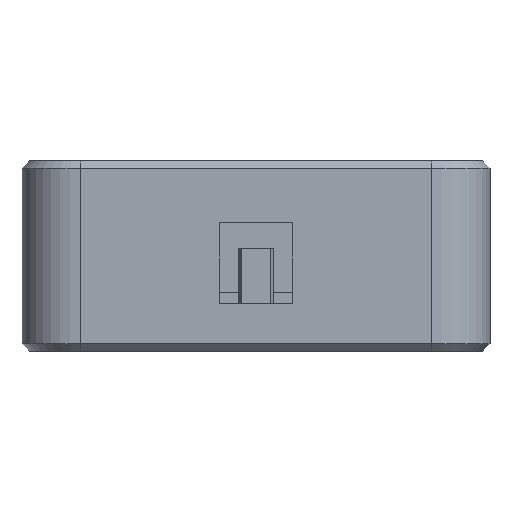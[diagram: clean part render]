
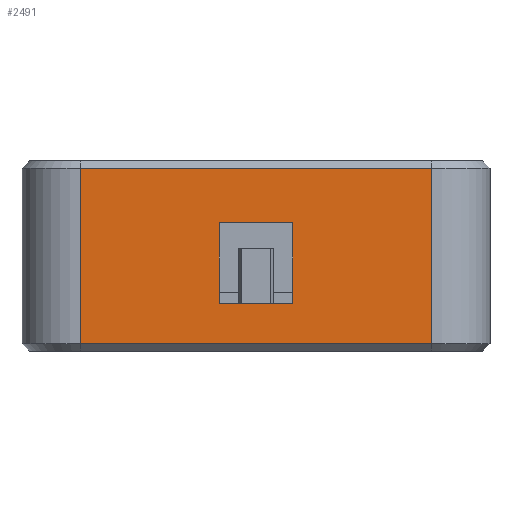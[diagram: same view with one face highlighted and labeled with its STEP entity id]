
A CAD part, left-side view. The second image highlights one B-rep face of the part: STEP entity #2491.
In plain terms, the highlighted planar face has unit normal (-1, 0, 0).
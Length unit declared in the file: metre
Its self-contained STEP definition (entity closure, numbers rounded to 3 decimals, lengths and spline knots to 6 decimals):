
#377=ORIENTED_EDGE('',*,*,#1001,.T.);
#378=ORIENTED_EDGE('',*,*,#1002,.T.);
#379=ORIENTED_EDGE('',*,*,#1003,.T.);
#380=ORIENTED_EDGE('',*,*,#1004,.T.);
#381=ORIENTED_EDGE('',*,*,#967,.F.);
#382=ORIENTED_EDGE('',*,*,#1005,.T.);
#383=ORIENTED_EDGE('',*,*,#998,.T.);
#384=ORIENTED_EDGE('',*,*,#1006,.T.);
#967=EDGE_CURVE('',#1275,#1276,#1517,.T.);
#998=EDGE_CURVE('',#1301,#1302,#1543,.T.);
#1001=EDGE_CURVE('',#1303,#1304,#1544,.T.);
#1002=EDGE_CURVE('',#1304,#1305,#1545,.T.);
#1003=EDGE_CURVE('',#1305,#1306,#1546,.T.);
#1004=EDGE_CURVE('',#1306,#1303,#1547,.T.);
#1005=EDGE_CURVE('',#1275,#1301,#1548,.T.);
#1006=EDGE_CURVE('',#1302,#1276,#1549,.T.);
#1275=VERTEX_POINT('',#3832);
#1276=VERTEX_POINT('',#3834);
#1301=VERTEX_POINT('',#3895);
#1302=VERTEX_POINT('',#3896);
#1303=VERTEX_POINT('',#3901);
#1304=VERTEX_POINT('',#3902);
#1305=VERTEX_POINT('',#3904);
#1306=VERTEX_POINT('',#3906);
#1517=LINE('',#3833,#1811);
#1543=LINE('',#3894,#1837);
#1544=LINE('',#3900,#1838);
#1545=LINE('',#3903,#1839);
#1546=LINE('',#3905,#1840);
#1547=LINE('',#3907,#1841);
#1548=LINE('',#3908,#1842);
#1549=LINE('',#3909,#1843);
#1811=VECTOR('',#3088,1.);
#1837=VECTOR('',#3134,1.);
#1838=VECTOR('',#3141,1.);
#1839=VECTOR('',#3142,1.);
#1840=VECTOR('',#3143,1.);
#1841=VECTOR('',#3144,1.);
#1842=VECTOR('',#3145,1.);
#1843=VECTOR('',#3146,1.);
#2035=EDGE_LOOP('',(#377,#378,#379,#380));
#2036=EDGE_LOOP('',(#381,#382,#383,#384));
#2210=FACE_BOUND('',#2035,.T.);
#2211=FACE_BOUND('',#2036,.T.);
#2367=PLANE('',#2682);
#2491=ADVANCED_FACE('',(#2210,#2211),#2367,.F.);
#2682=AXIS2_PLACEMENT_3D('',#3899,#3139,#3140);
#3088=DIRECTION('',(0.,0.,1.));
#3134=DIRECTION('',(0.,0.,1.));
#3139=DIRECTION('',(1.,0.,0.));
#3140=DIRECTION('',(0.,0.,-1.));
#3141=DIRECTION('',(0.,-1.,0.));
#3142=DIRECTION('',(0.,0.,-1.));
#3143=DIRECTION('',(0.,1.,0.));
#3144=DIRECTION('',(0.,0.,1.));
#3145=DIRECTION('',(0.,-1.,0.));
#3146=DIRECTION('',(0.,1.,0.));
#3832=CARTESIAN_POINT('',(-0.126947,0.048482,0.000797));
#3833=CARTESIAN_POINT('',(-0.126947,0.048482,0.000297));
#3834=CARTESIAN_POINT('',(-0.126947,0.048482,0.012797));
#3894=CARTESIAN_POINT('',(-0.126947,0.024482,0.000297));
#3895=CARTESIAN_POINT('',(-0.126947,0.024482,0.000797));
#3896=CARTESIAN_POINT('',(-0.126947,0.024482,0.012797));
#3899=CARTESIAN_POINT('',(-0.126947,0.027357,0.000297));
#3900=CARTESIAN_POINT('',(-0.126947,0.027357,0.009066));
#3901=CARTESIAN_POINT('',(-0.126947,0.038982,0.009066));
#3902=CARTESIAN_POINT('',(-0.126947,0.033982,0.009066));
#3903=CARTESIAN_POINT('',(-0.126947,0.033982,0.000297));
#3904=CARTESIAN_POINT('',(-0.126947,0.033982,0.003566));
#3905=CARTESIAN_POINT('',(-0.126947,0.027357,0.003566));
#3906=CARTESIAN_POINT('',(-0.126947,0.038982,0.003566));
#3907=CARTESIAN_POINT('',(-0.126947,0.038982,0.000297));
#3908=CARTESIAN_POINT('',(-0.126947,0.024482,0.000797));
#3909=CARTESIAN_POINT('',(-0.126947,0.027357,0.012797));
